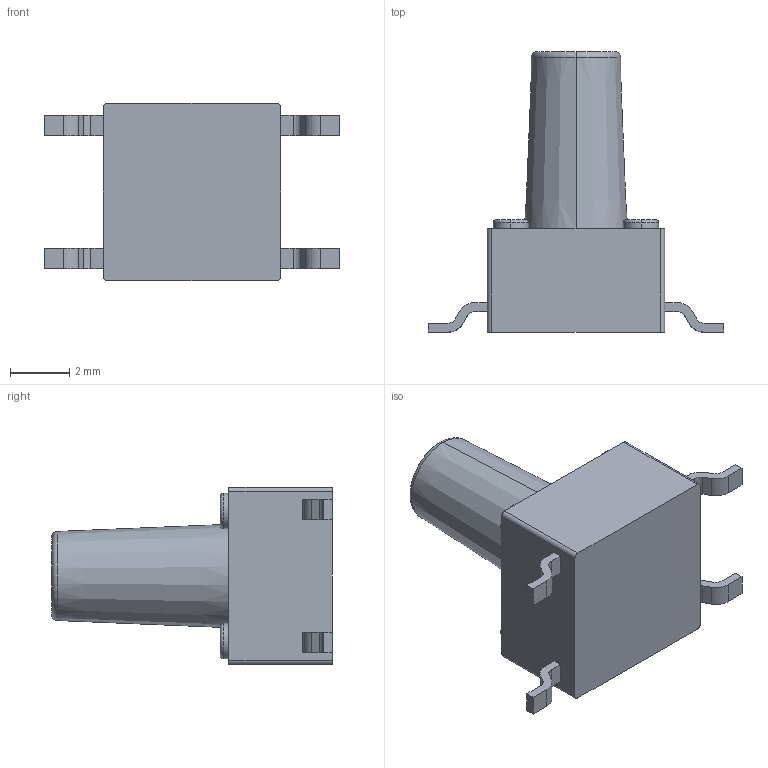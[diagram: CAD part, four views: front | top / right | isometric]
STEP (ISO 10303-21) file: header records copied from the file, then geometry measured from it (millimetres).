
FILE_DESCRIPTION (( 'STEP AP214' ), '1' );
FILE_NAME ('1301.9319_3.STEP', '2020-05-22T08:13:07', ( '' ), ( '' ), 'SwSTEP 2.0', 'SolidWorks 2017', '' );
FILE_SCHEMA (( 'AUTOMOTIVE_DESIGN' ));
Length unit declared in the file: millimetre
Products named in the file (1): 1301.9319_3
Bounding box: 10 x 9.5 x 6 mm (x, y, z)
Volume: 179 mm3; surface area: 235.4 mm2
Topology: 1 solids, 1 shells, 87 faces, 218 edges, 142 vertices
Faces by surface type: plane 47, cylinder 28, torus 10, cone 2
Entity records: 2646 total; most frequent: DIRECTION 474, CARTESIAN_POINT 448, ORIENTED_EDGE 436, EDGE_CURVE 218, AXIS2_PLACEMENT_3D 168, VERTEX_POINT 142, VECTOR 138, LINE 138
